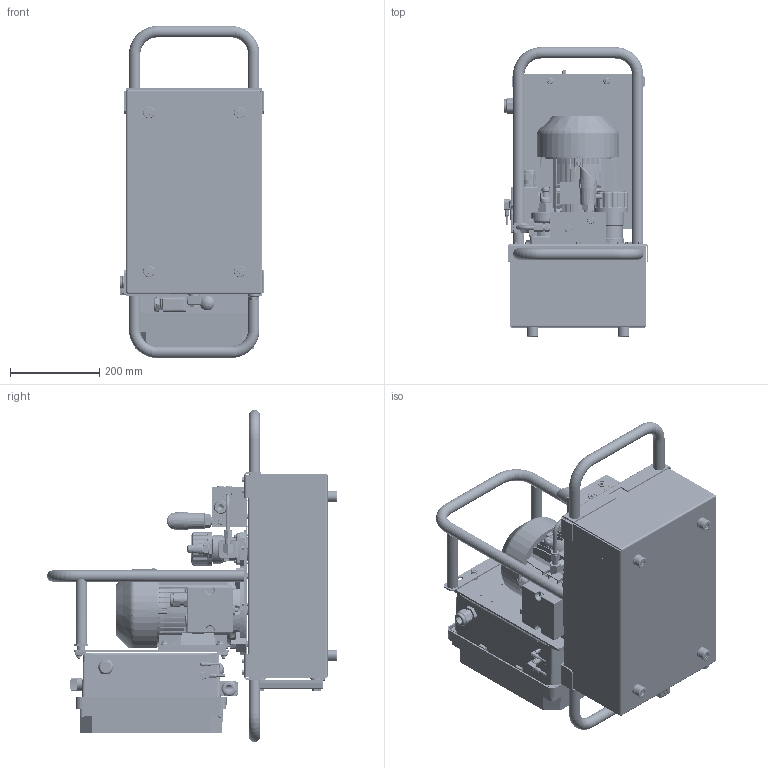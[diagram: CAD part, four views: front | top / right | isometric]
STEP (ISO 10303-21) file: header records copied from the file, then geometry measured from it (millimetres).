
FILE_DESCRIPTION((''),'2;1');
FILE_NAME('ILC55967500','2017-02-24T',('kr'),(''),'PRO/ENGINEER BY PARAMETRIC TECHNOLOGY CORPORATION, 2013320','PRO/ENGINEER BY PARAMETRIC TECHNOLOGY CORPORATION, 2013320','');
FILE_SCHEMA(('AUTOMOTIVE_DESIGN { 1 0 10303 214 1 1 1 1 }'));
Products named in the file (1): ILC55967500
Bounding box: 324.21 x 648.11 x 742.95 mm (x, y, z)
Volume: 12889209.6 mm3; surface area: 3350105.5 mm2
Topology: 10 solids, 15 shells, 9227 faces, 24477 edges, 15660 vertices
Faces by surface type: plane 4243, cylinder 2490, cone 1027, extrusion 647, torus 349, bspline 341, sphere 128, revolution 2
Entity records: 450564 total; most frequent: CARTESIAN_POINT 186883, ORIENTED_EDGE 48676, DIRECTION 44092, EDGE_CURVE 24338, VERTEX_POINT 15659, AXIS2_PLACEMENT_3D 15372, VECTOR 13346, LINE 12699
